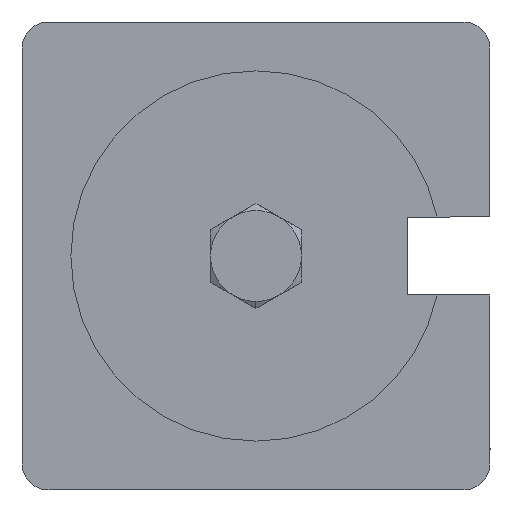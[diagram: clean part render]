
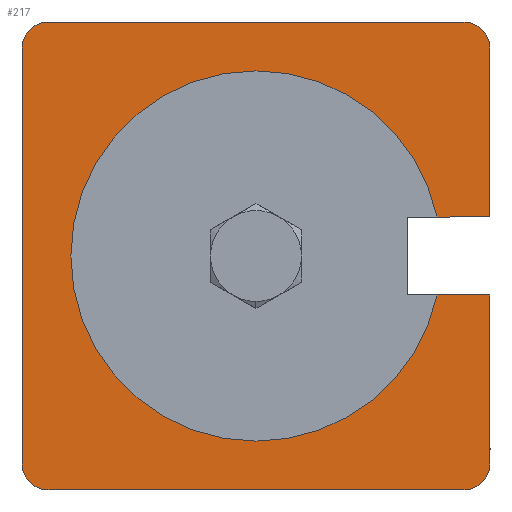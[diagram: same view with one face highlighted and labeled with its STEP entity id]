
A CAD part, front view. The second image highlights one B-rep face of the part: STEP entity #217.
In plain terms, the highlighted planar face has unit normal (0, -1, 0).
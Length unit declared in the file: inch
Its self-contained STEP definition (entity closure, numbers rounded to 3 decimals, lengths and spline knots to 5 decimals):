
#48 = CARTESIAN_POINT ( 'NONE',  ( 0., 0., -0.125 ) ) ;
#74 = ORIENTED_EDGE ( 'NONE', *, *, #4321, .F. ) ;
#81 = CARTESIAN_POINT ( 'NONE',  ( 0.125, 0., -2.25 ) ) ;
#94 = DIRECTION ( 'NONE',  ( 0., -1., 0. ) ) ;
#138 = ORIENTED_EDGE ( 'NONE', *, *, #2801, .T. ) ;
#170 = CARTESIAN_POINT ( 'NONE',  ( 1.125, 0., -0.235 ) ) ;
#217 = ADVANCED_FACE ( 'NONE', ( #5011 ), #3710, .T. ) ;
#238 = LINE ( 'NONE', #5665, #1363 ) ;
#438 = AXIS2_PLACEMENT_3D ( 'NONE', #2100, #5517, #2595 ) ;
#445 = LINE ( 'NONE', #5559, #4299 ) ;
#480 = DIRECTION ( 'NONE',  ( -1., 0., 0. ) ) ;
#590 = LINE ( 'NONE', #5585, #5598 ) ;
#664 = CARTESIAN_POINT ( 'NONE',  ( 2.125, 0., -2.25 ) ) ;
#680 = CARTESIAN_POINT ( 'NONE',  ( 2.25, 0., 0. ) ) ;
#773 = ORIENTED_EDGE ( 'NONE', *, *, #5656, .T. ) ;
#897 = EDGE_CURVE ( 'NONE', #4000, #5492, #5540, .T. ) ;
#990 = CARTESIAN_POINT ( 'NONE',  ( 1.99503, 0., -0.9375 ) ) ;
#1009 = CARTESIAN_POINT ( 'NONE',  ( 0.125, 0., -0.125 ) ) ;
#1160 = DIRECTION ( 'NONE',  ( 0., 0., -1. ) ) ;
#1245 = EDGE_CURVE ( 'NONE', #4297, #5492, #4448, .T. ) ;
#1293 = AXIS2_PLACEMENT_3D ( 'NONE', #2764, #6165, #3253 ) ;
#1326 = CARTESIAN_POINT ( 'NONE',  ( 1.125, 0., -1.125 ) ) ;
#1338 = ORIENTED_EDGE ( 'NONE', *, *, #3405, .T. ) ;
#1360 = VERTEX_POINT ( 'NONE', #2474 ) ;
#1363 = VECTOR ( 'NONE', #2267, 39.37008 ) ;
#1407 = LINE ( 'NONE', #680, #3989 ) ;
#1410 = VERTEX_POINT ( 'NONE', #990 ) ;
#1496 = DIRECTION ( 'NONE',  ( 0., 0., -1. ) ) ;
#1711 = LINE ( 'NONE', #5342, #4283 ) ;
#1806 = DIRECTION ( 'NONE',  ( 0., 0., -1. ) ) ;
#2100 = CARTESIAN_POINT ( 'NONE',  ( 1.125, 0., -1.125 ) ) ;
#2222 = DIRECTION ( 'NONE',  ( 0., 0., -1. ) ) ;
#2267 = DIRECTION ( 'NONE',  ( 0., 0., 1. ) ) ;
#2275 = VERTEX_POINT ( 'NONE', #3384 ) ;
#2315 = ORIENTED_EDGE ( 'NONE', *, *, #4863, .F. ) ;
#2424 = DIRECTION ( 'NONE',  ( 0., 0., -1. ) ) ;
#2474 = CARTESIAN_POINT ( 'NONE',  ( 2.25, 0., -0.125 ) ) ;
#2537 = DIRECTION ( 'NONE',  ( 0., 0., -1. ) ) ;
#2595 = DIRECTION ( 'NONE',  ( 0., 0., -1. ) ) ;
#2598 = CARTESIAN_POINT ( 'NONE',  ( 2.125, 0., -0.125 ) ) ;
#2634 = DIRECTION ( 'NONE',  ( -1., 0., 0. ) ) ;
#2726 = CARTESIAN_POINT ( 'NONE',  ( 0., 0., 0. ) ) ;
#2764 = CARTESIAN_POINT ( 'NONE',  ( 1.125, 0., -1.125 ) ) ;
#2780 = CIRCLE ( 'NONE', #438, 0.89 ) ;
#2801 = EDGE_CURVE ( 'NONE', #1360, #3076, #4413, .T. ) ;
#2952 = CARTESIAN_POINT ( 'NONE',  ( 2.125, 0., 0. ) ) ;
#2980 = CARTESIAN_POINT ( 'NONE',  ( 2.25, 0., -0.9375 ) ) ;
#2991 = CARTESIAN_POINT ( 'NONE',  ( 2.125, 0., -2.125 ) ) ;
#3048 = CARTESIAN_POINT ( 'NONE',  ( 0.125, 0., -2.125 ) ) ;
#3076 = VERTEX_POINT ( 'NONE', #2952 ) ;
#3102 = DIRECTION ( 'NONE',  ( 0., 0., -1. ) ) ;
#3124 = ORIENTED_EDGE ( 'NONE', *, *, #3483, .T. ) ;
#3173 = VECTOR ( 'NONE', #480, 39.37008 ) ;
#3253 = DIRECTION ( 'NONE',  ( 0., 0., -1. ) ) ;
#3292 = CARTESIAN_POINT ( 'NONE',  ( 1.125, 0., -2.015 ) ) ;
#3384 = CARTESIAN_POINT ( 'NONE',  ( 1.99503, 0., -1.3125 ) ) ;
#3405 = EDGE_CURVE ( 'NONE', #4090, #3418, #5040, .T. ) ;
#3418 = VERTEX_POINT ( 'NONE', #48 ) ;
#3433 = EDGE_CURVE ( 'NONE', #4090, #3076, #6179, .T. ) ;
#3444 = DIRECTION ( 'NONE',  ( 1., 0., 0. ) ) ;
#3445 = CARTESIAN_POINT ( 'NONE',  ( 0., 0., -2.125 ) ) ;
#3466 = DIRECTION ( 'NONE',  ( 0., 0., -1. ) ) ;
#3483 = EDGE_CURVE ( 'NONE', #4297, #4480, #6032, .T. ) ;
#3574 = ORIENTED_EDGE ( 'NONE', *, *, #1245, .F. ) ;
#3593 = VECTOR ( 'NONE', #3444, 39.37008 ) ;
#3596 = VERTEX_POINT ( 'NONE', #2980 ) ;
#3639 = ORIENTED_EDGE ( 'NONE', *, *, #897, .T. ) ;
#3689 = AXIS2_PLACEMENT_3D ( 'NONE', #1326, #4710, #1806 ) ;
#3710 = PLANE ( 'NONE',  #6106 ) ;
#3775 = EDGE_CURVE ( 'NONE', #1410, #3596, #590, .T. ) ;
#3896 = AXIS2_PLACEMENT_3D ( 'NONE', #3048, #5957, #2537 ) ;
#3905 = CARTESIAN_POINT ( 'NONE',  ( 0., 0., 0. ) ) ;
#3912 = CARTESIAN_POINT ( 'NONE',  ( 2.25, 0., -1.3125 ) ) ;
#3989 = VECTOR ( 'NONE', #1160, 39.37008 ) ;
#4000 = VERTEX_POINT ( 'NONE', #3445 ) ;
#4090 = VERTEX_POINT ( 'NONE', #4868 ) ;
#4110 = AXIS2_PLACEMENT_3D ( 'NONE', #2598, #6015, #3102 ) ;
#4131 = DIRECTION ( 'NONE',  ( 1., 0., 0. ) ) ;
#4145 = ORIENTED_EDGE ( 'NONE', *, *, #3775, .T. ) ;
#4149 = VERTEX_POINT ( 'NONE', #170 ) ;
#4179 = ORIENTED_EDGE ( 'NONE', *, *, #4895, .F. ) ;
#4226 = ORIENTED_EDGE ( 'NONE', *, *, #4734, .F. ) ;
#4283 = VECTOR ( 'NONE', #2424, 39.37008 ) ;
#4297 = VERTEX_POINT ( 'NONE', #664 ) ;
#4299 = VECTOR ( 'NONE', #2634, 39.37008 ) ;
#4321 = EDGE_CURVE ( 'NONE', #5182, #2275, #2780, .T. ) ;
#4323 = ORIENTED_EDGE ( 'NONE', *, *, #4651, .F. ) ;
#4324 = EDGE_LOOP ( 'NONE', ( #773, #74, #2315, #5645, #4145, #4226, #138, #4474, #1338, #4179, #3639, #3574, #3124, #4323 ) ) ;
#4389 = DIRECTION ( 'NONE',  ( 0., -1., 0. ) ) ;
#4413 = CIRCLE ( 'NONE', #4110, 0.125 ) ;
#4448 = LINE ( 'NONE', #6273, #3173 ) ;
#4474 = ORIENTED_EDGE ( 'NONE', *, *, #3433, .F. ) ;
#4480 = VERTEX_POINT ( 'NONE', #4643 ) ;
#4539 = EDGE_CURVE ( 'NONE', #1410, #4149, #6053, .T. ) ;
#4643 = CARTESIAN_POINT ( 'NONE',  ( 2.25, 0., -2.125 ) ) ;
#4651 = EDGE_CURVE ( 'NONE', #5952, #4480, #1711, .T. ) ;
#4710 = DIRECTION ( 'NONE',  ( 0., -1., 0. ) ) ;
#4734 = EDGE_CURVE ( 'NONE', #1360, #3596, #1407, .T. ) ;
#4863 = EDGE_CURVE ( 'NONE', #4149, #5182, #5232, .T. ) ;
#4868 = CARTESIAN_POINT ( 'NONE',  ( 0.125, 0., 0. ) ) ;
#4895 = EDGE_CURVE ( 'NONE', #4000, #3418, #238, .T. ) ;
#5011 = FACE_OUTER_BOUND ( 'NONE', #4324, .T. ) ;
#5040 = CIRCLE ( 'NONE', #6274, 0.125 ) ;
#5182 = VERTEX_POINT ( 'NONE', #3292 ) ;
#5232 = CIRCLE ( 'NONE', #1293, 0.89 ) ;
#5342 = CARTESIAN_POINT ( 'NONE',  ( 2.25, 0., 0. ) ) ;
#5492 = VERTEX_POINT ( 'NONE', #81 ) ;
#5517 = DIRECTION ( 'NONE',  ( 0., -1., 0. ) ) ;
#5540 = CIRCLE ( 'NONE', #3896, 0.125 ) ;
#5559 = CARTESIAN_POINT ( 'NONE',  ( 1.85377, 0., -1.3125 ) ) ;
#5585 = CARTESIAN_POINT ( 'NONE',  ( 1.85377, 0., -0.9375 ) ) ;
#5598 = VECTOR ( 'NONE', #4131, 39.37008 ) ;
#5625 = AXIS2_PLACEMENT_3D ( 'NONE', #2991, #94, #3466 ) ;
#5645 = ORIENTED_EDGE ( 'NONE', *, *, #4539, .F. ) ;
#5656 = EDGE_CURVE ( 'NONE', #5952, #2275, #445, .T. ) ;
#5665 = CARTESIAN_POINT ( 'NONE',  ( 0., 0., 0. ) ) ;
#5952 = VERTEX_POINT ( 'NONE', #3912 ) ;
#5957 = DIRECTION ( 'NONE',  ( 0., -1., 0. ) ) ;
#6015 = DIRECTION ( 'NONE',  ( 0., -1., 0. ) ) ;
#6032 = CIRCLE ( 'NONE', #5625, 0.125 ) ;
#6053 = CIRCLE ( 'NONE', #3689, 0.89 ) ;
#6106 = AXIS2_PLACEMENT_3D ( 'NONE', #2726, #6127, #2222 ) ;
#6127 = DIRECTION ( 'NONE',  ( 0., -1., 0. ) ) ;
#6165 = DIRECTION ( 'NONE',  ( 0., -1., 0. ) ) ;
#6179 = LINE ( 'NONE', #3905, #3593 ) ;
#6273 = CARTESIAN_POINT ( 'NONE',  ( 0., 0., -2.25 ) ) ;
#6274 = AXIS2_PLACEMENT_3D ( 'NONE', #1009, #4389, #1496 ) ;
